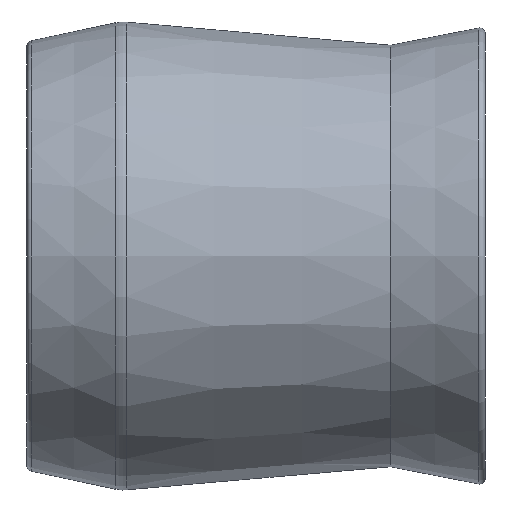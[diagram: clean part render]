
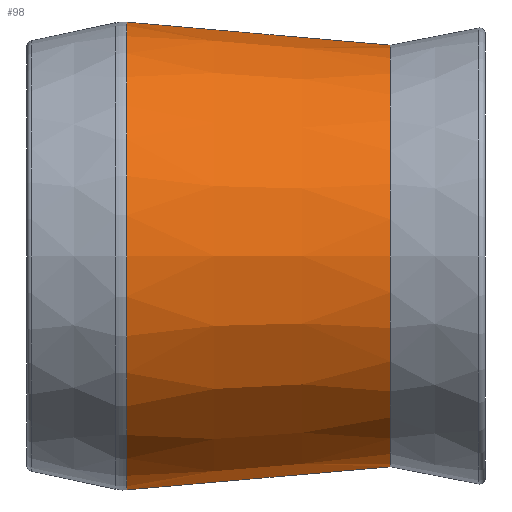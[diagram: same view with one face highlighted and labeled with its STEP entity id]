
A CAD part, front view. The second image highlights one B-rep face of the part: STEP entity #98.
In plain terms, the highlighted conical face has half-angle 5 degrees and reference radius 32.404 mm.
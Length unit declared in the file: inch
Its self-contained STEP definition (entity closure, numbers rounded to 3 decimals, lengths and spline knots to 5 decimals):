
#1 = LINE ( 'NONE', #432, #314 ) ;
#19 = CIRCLE ( 'NONE', #458, 1.14981 ) ;
#30 = LINE ( 'NONE', #412, #350 ) ;
#47 = ORIENTED_EDGE ( 'NONE', *, *, #234, .F. ) ;
#59 = DIRECTION ( 'NONE',  ( 0., 0., 1. ) ) ;
#72 = ORIENTED_EDGE ( 'NONE', *, *, #424, .T. ) ;
#85 = CARTESIAN_POINT ( 'NONE',  ( 0.73321, 1.226, 33.14981 ) ) ;
#98 = ADVANCED_FACE ( 'NONE', ( #333 ), #218, .T. ) ;
#115 = CARTESIAN_POINT ( 'NONE',  ( -0.70635, 1.226, 32. ) ) ;
#144 = AXIS2_PLACEMENT_3D ( 'NONE', #115, #400, #59 ) ;
#171 = VERTEX_POINT ( 'NONE', #85 ) ;
#183 = VERTEX_POINT ( 'NONE', #401 ) ;
#213 = ORIENTED_EDGE ( 'NONE', *, *, #317, .F. ) ;
#218 = CONICAL_SURFACE ( 'NONE', #144, 1.27575, 0.087 ) ;
#234 = EDGE_CURVE ( 'NONE', #171, #183, #19, .T. ) ;
#255 = VERTEX_POINT ( 'NONE', #405 ) ;
#257 = DIRECTION ( 'NONE',  ( -0.996, 0., -0.087 ) ) ;
#267 = DIRECTION ( 'NONE',  ( 0., 0., -1. ) ) ;
#269 = CARTESIAN_POINT ( 'NONE',  ( 0.73321, 1.226, 32. ) ) ;
#284 = CARTESIAN_POINT ( 'NONE',  ( -0.70635, 1.226, 32. ) ) ;
#301 = CARTESIAN_POINT ( 'NONE',  ( -0.70635, 1.226, 30.72425 ) ) ;
#312 = DIRECTION ( 'NONE',  ( 1., 0., 0. ) ) ;
#314 = VECTOR ( 'NONE', #257, 39.37008 ) ;
#317 = EDGE_CURVE ( 'NONE', #183, #356, #1, .T. ) ;
#333 = FACE_OUTER_BOUND ( 'NONE', #337, .T. ) ;
#337 = EDGE_LOOP ( 'NONE', ( #213, #47, #72, #364 ) ) ;
#350 = VECTOR ( 'NONE', #440, 39.37008 ) ;
#356 = VERTEX_POINT ( 'NONE', #301 ) ;
#360 = AXIS2_PLACEMENT_3D ( 'NONE', #284, #312, #437 ) ;
#364 = ORIENTED_EDGE ( 'NONE', *, *, #477, .T. ) ;
#400 = DIRECTION ( 'NONE',  ( -1., 0., 0. ) ) ;
#401 = CARTESIAN_POINT ( 'NONE',  ( 0.73321, 1.226, 30.85019 ) ) ;
#405 = CARTESIAN_POINT ( 'NONE',  ( -0.70635, 1.226, 33.27575 ) ) ;
#412 = CARTESIAN_POINT ( 'NONE',  ( -0.70635, 1.226, 33.27575 ) ) ;
#419 = DIRECTION ( 'NONE',  ( 1., 0., 0. ) ) ;
#424 = EDGE_CURVE ( 'NONE', #171, #255, #30, .T. ) ;
#432 = CARTESIAN_POINT ( 'NONE',  ( -0.70635, 1.226, 30.72425 ) ) ;
#437 = DIRECTION ( 'NONE',  ( 0., 0., -1. ) ) ;
#440 = DIRECTION ( 'NONE',  ( -0.996, 0., 0.087 ) ) ;
#458 = AXIS2_PLACEMENT_3D ( 'NONE', #269, #419, #267 ) ;
#472 = CIRCLE ( 'NONE', #360, 1.27575 ) ;
#477 = EDGE_CURVE ( 'NONE', #255, #356, #472, .T. ) ;
